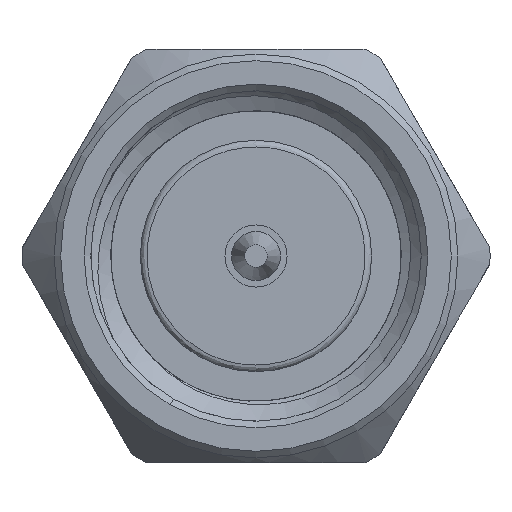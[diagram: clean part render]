
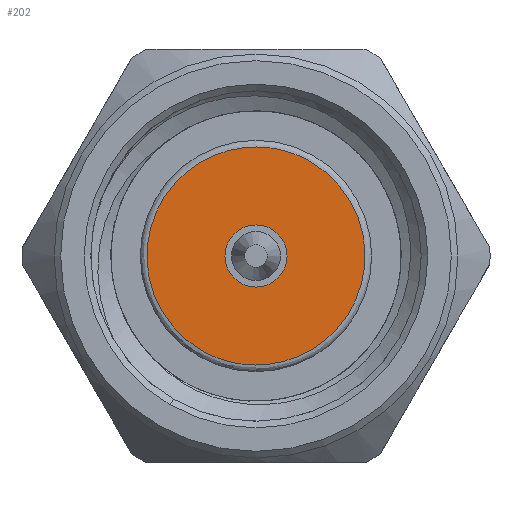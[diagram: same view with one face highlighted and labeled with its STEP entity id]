
A CAD part, left-side view. The second image highlights one B-rep face of the part: STEP entity #202.
In plain terms, the highlighted planar face has unit normal (-1, 0, 0).
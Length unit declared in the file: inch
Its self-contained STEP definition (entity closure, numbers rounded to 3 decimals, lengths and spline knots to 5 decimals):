
#202 = ADVANCED_FACE ( 'NONE', ( #1419, #264 ), #3464, .F. ) ;
#264 = FACE_OUTER_BOUND ( 'NONE', #429, .T. ) ;
#303 = CARTESIAN_POINT ( 'NONE',  ( 0.1, 0.04125, -0.07145 ) ) ;
#429 = EDGE_LOOP ( 'NONE', ( #1834, #5308 ) ) ;
#550 = VERTEX_POINT ( 'NONE', #303 ) ;
#685 = CARTESIAN_POINT ( 'NONE',  ( 0.1, 0.04125, -0.07145 ) ) ;
#715 = CARTESIAN_POINT ( 'NONE',  ( 0.1, 0.01175, -0.02035 ) ) ;
#829 = ORIENTED_EDGE ( 'NONE', *, *, #4998, .F. ) ;
#907 = CIRCLE ( 'NONE', #5273, 0.0235 ) ;
#1419 = FACE_BOUND ( 'NONE', #2207, .T. ) ;
#1565 = CARTESIAN_POINT ( 'NONE',  ( 0.1, -0.10164, -0.15395 ) ) ;
#1750 = DIRECTION ( 'NONE',  ( 0., 0.5, -0.866 ) ) ;
#1792 = DIRECTION ( 'NONE',  ( 1., 0., 0. ) ) ;
#1796 = CARTESIAN_POINT ( 'NONE',  ( 0.1, -0.18414, -0.01105 ) ) ;
#1834 = ORIENTED_EDGE ( 'NONE', *, *, #5631, .F. ) ;
#2042 = VERTEX_POINT ( 'NONE', #715 ) ;
#2118 = AXIS2_PLACEMENT_3D ( 'NONE', #5633, #1792, #1750 ) ;
#2207 = EDGE_LOOP ( 'NONE', ( #829 ) ) ;
#2244 = EDGE_CURVE ( 'NONE', #5443, #550, #2764, .T. ) ;
#2442 = CARTESIAN_POINT ( 'NONE',  ( 0.1, 0., 0. ) ) ;
#2480 = CARTESIAN_POINT ( 'NONE',  ( 0.1, -0.04125, 0.07145 ) ) ;
#2764 =( BOUNDED_CURVE ( )  B_SPLINE_CURVE ( 3, ( #5319, #1796, #1565, #685 ),
 .UNSPECIFIED., .F., .F. ) 
 B_SPLINE_CURVE_WITH_KNOTS ( ( 4, 4 ),
 ( 0., 1. ),
 .UNSPECIFIED. ) 
 CURVE ( )  GEOMETRIC_REPRESENTATION_ITEM ( )  RATIONAL_B_SPLINE_CURVE ( ( 1., 0.333, 0.333, 1. ) ) 
 REPRESENTATION_ITEM ( '' )  );
#2798 = DIRECTION ( 'NONE',  ( 0., 0.5, -0.866 ) ) ;
#2854 = DIRECTION ( 'NONE',  ( -1., 0., 0. ) ) ;
#3170 =( BOUNDED_CURVE ( )  B_SPLINE_CURVE ( 3, ( #5490, #4117, #4136, #2480 ),
 .UNSPECIFIED., .F., .F. ) 
 B_SPLINE_CURVE_WITH_KNOTS ( ( 4, 4 ),
 ( 0., 1. ),
 .UNSPECIFIED. ) 
 CURVE ( )  GEOMETRIC_REPRESENTATION_ITEM ( )  RATIONAL_B_SPLINE_CURVE ( ( 1., 0.333, 0.333, 1. ) ) 
 REPRESENTATION_ITEM ( '' )  );
#3464 = PLANE ( 'NONE',  #2118 ) ;
#3551 = CARTESIAN_POINT ( 'NONE',  ( 0.1, -0.04125, 0.07145 ) ) ;
#4117 = CARTESIAN_POINT ( 'NONE',  ( 0.1, 0.18414, 0.01105 ) ) ;
#4136 = CARTESIAN_POINT ( 'NONE',  ( 0.1, 0.10164, 0.15395 ) ) ;
#4998 = EDGE_CURVE ( 'NONE', #2042, #2042, #907, .T. ) ;
#5273 = AXIS2_PLACEMENT_3D ( 'NONE', #2442, #2854, #2798 ) ;
#5308 = ORIENTED_EDGE ( 'NONE', *, *, #2244, .F. ) ;
#5319 = CARTESIAN_POINT ( 'NONE',  ( 0.1, -0.04125, 0.07145 ) ) ;
#5443 = VERTEX_POINT ( 'NONE', #3551 ) ;
#5490 = CARTESIAN_POINT ( 'NONE',  ( 0.1, 0.04125, -0.07145 ) ) ;
#5631 = EDGE_CURVE ( 'NONE', #550, #5443, #3170, .T. ) ;
#5633 = CARTESIAN_POINT ( 'NONE',  ( 0.1, 0., 0. ) ) ;
